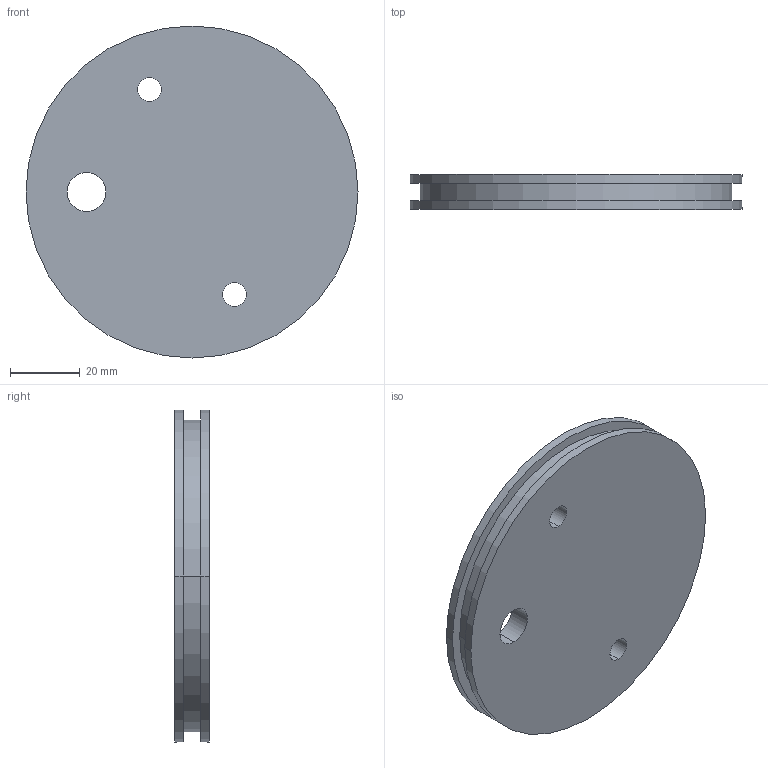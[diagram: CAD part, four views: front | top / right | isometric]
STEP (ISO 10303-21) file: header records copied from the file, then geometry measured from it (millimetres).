
FILE_DESCRIPTION (( 'STEP AP214' ), '1' );
FILE_NAME ('BKHD-FL-O238-4NPT-2X250C Tank Bulkhead, Fuel, Mojave Sphinx.STEP', '2024-08-17T20:15:29', ( '' ), ( '' ), 'SwSTEP 2.0', 'SolidWorks 2022', '' );
FILE_SCHEMA (( 'AUTOMOTIVE_DESIGN' ));
Length unit declared in the file: inch
Products named in the file (1): BKHD-FL-O238-4NPT-2X250C Tank Bulkhead, Fuel, Mojave Sphinx
Bounding box: 95 x 9.91 x 95 mm (x, y, z)
Volume: 46015.8 mm3; surface area: 19803.1 mm2
Topology: 1 solids, 1 shells, 19 faces, 42 edges, 28 vertices
Faces by surface type: cylinder 14, plane 5
Entity records: 596 total; most frequent: DIRECTION 110, CARTESIAN_POINT 90, ORIENTED_EDGE 84, AXIS2_PLACEMENT_3D 48, EDGE_CURVE 42, VERTEX_POINT 28, EDGE_LOOP 28, CIRCLE 28
